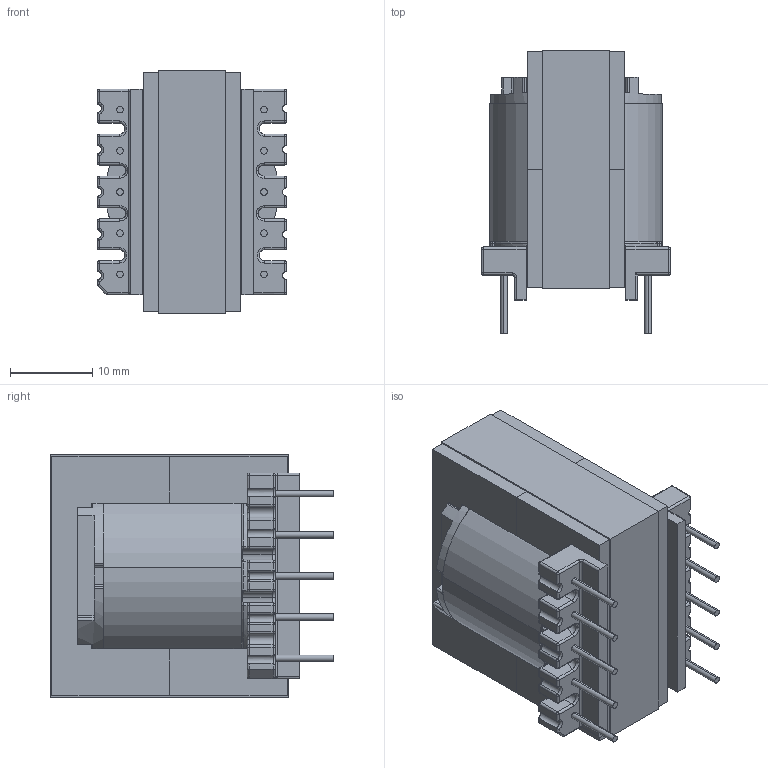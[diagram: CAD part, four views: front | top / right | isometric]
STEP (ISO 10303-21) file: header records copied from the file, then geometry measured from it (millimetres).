
FILE_DESCRIPTION (( 'STEP AP214' ), '1' );
FILE_NAME ('ER28-14-6286.STEP', '2021-06-30T20:49:08', ( '' ), ( '' ), 'SwSTEP 2.0', 'SolidWorks 2017', '' );
FILE_SCHEMA (( 'AUTOMOTIVE_DESIGN' ));
Length unit declared in the file: millimetre
Products named in the file (5): 150-2670_6A; ER28-14-6286; 440-9991-2670; 070-6286_6B; 070-6286_coil
Assembly tree (5 placements, depth 2):
  ER28-14-6286
    070-6286_6B
    070-6286_coil
    150-2670_6A  x2
    440-9991-2670
Bounding box: 23.02 x 34.38 x 29.42 mm (x, y, z)
Volume: 13012.6 mm3; surface area: 12068.4 mm2
Topology: 5 solids, 5 shells, 436 faces, 1062 edges, 593 vertices
Faces by surface type: cylinder 220, plane 118, sphere 56, torus 25, bspline 17
Entity records: 12815 total; most frequent: CARTESIAN_POINT 2698, DIRECTION 2146, ORIENTED_EDGE 1950, EDGE_CURVE 975, AXIS2_PLACEMENT_3D 839, VERTEX_POINT 573, VECTOR 468, LINE 468
